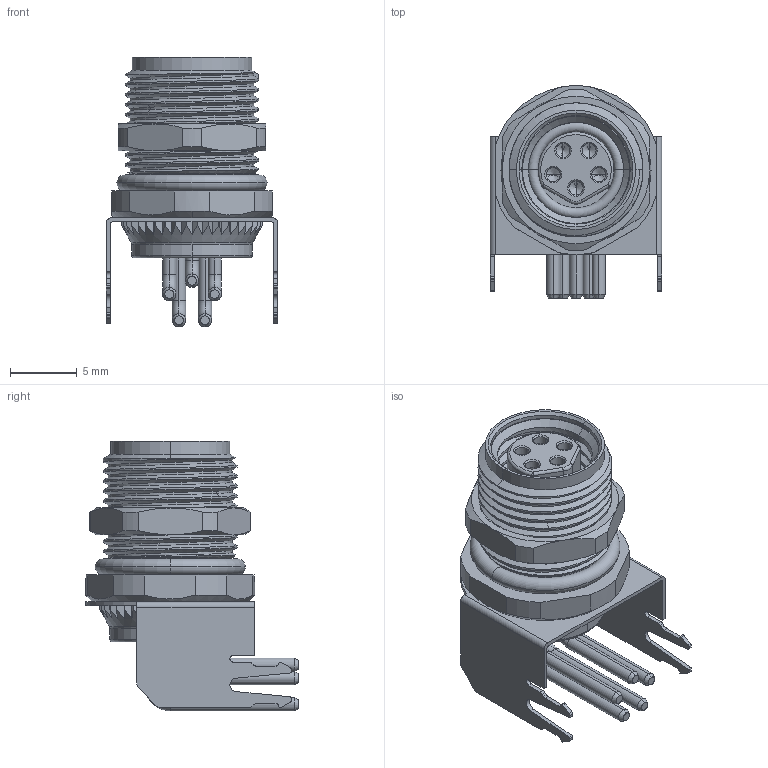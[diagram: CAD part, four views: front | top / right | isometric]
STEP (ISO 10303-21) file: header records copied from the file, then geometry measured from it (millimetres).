
FILE_DESCRIPTION((''),'2;1');
FILE_NAME('M8-FBBK05-003S_55','2025-09-08T',('gongcheng16'),(''),'PRO/ENGINEER BY PARAMETRIC TECHNOLOGY CORPORATION, 2010280','PRO/ENGINEER BY PARAMETRIC TECHNOLOGY CORPORATION, 2010280','');
FILE_SCHEMA(('CONFIG_CONTROL_DESIGN'));
Products named in the file (1): M8-FBBK05-003S_55
Bounding box: 12.8 x 15.85 x 20.15 mm (x, y, z)
Volume: 217.7 mm3; surface area: 18928.5 mm2
Topology: 1 solids, 142 shells, 2732 faces, 9357 edges, 6600 vertices
Faces by surface type: plane 1003, cylinder 989, cone 419, torus 208, bspline 111, sphere 2
Entity records: 146943 total; most frequent: CARTESIAN_POINT 68663, DIRECTION 16140, ORIENTED_EDGE 15474, EDGE_CURVE 9347, VERTEX_POINT 6600, AXIS2_PLACEMENT_3D 6120, VECTOR 3900, LINE 3900
